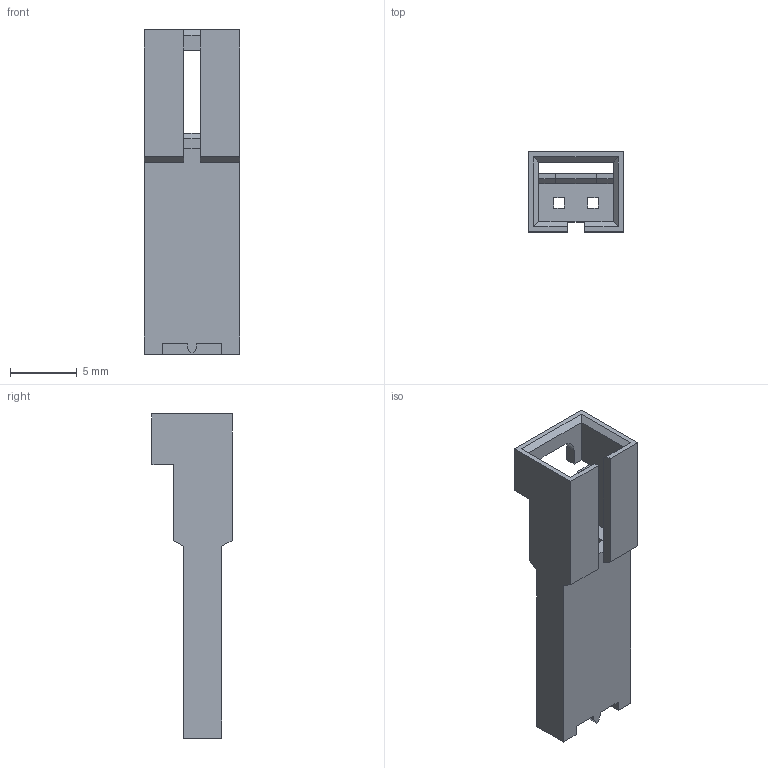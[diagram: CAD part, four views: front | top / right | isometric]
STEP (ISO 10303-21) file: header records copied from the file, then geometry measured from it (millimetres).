
FILE_DESCRIPTION((''),'2;1');
FILE_NAME('701070001','2015-12-18T',('me'),(''),'PRO/ENGINEER BY PARAMETRIC TECHNOLOGY CORPORATION, 2011490','PRO/ENGINEER BY PARAMETRIC TECHNOLOGY CORPORATION, 2011490','');
FILE_SCHEMA(('CONFIG_CONTROL_DESIGN'));
Length unit declared in the file: inch
Products named in the file (1): 701070001
Bounding box: 7.11 x 5.99 x 24.26 mm (x, y, z)
Volume: 331.9 mm3; surface area: 921.4 mm2
Topology: 1 solids, 1 shells, 98 faces, 280 edges, 180 vertices
Faces by surface type: plane 96, cylinder 2
Entity records: 3184 total; most frequent: CARTESIAN_POINT 560, ORIENTED_EDGE 560, DIRECTION 484, EDGE_CURVE 280, VECTOR 276, LINE 276, VERTEX_POINT 180, EDGE_LOOP 108
